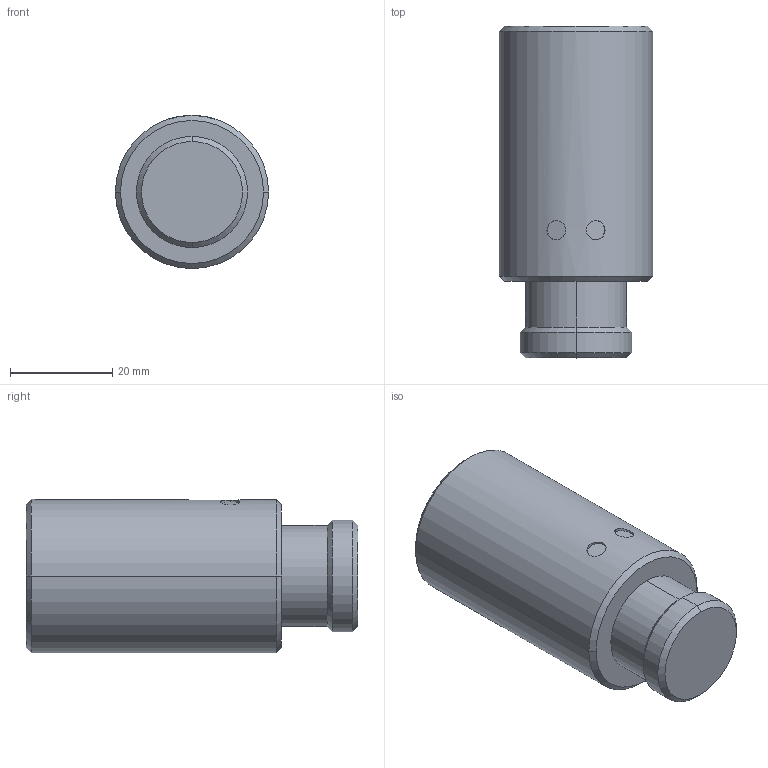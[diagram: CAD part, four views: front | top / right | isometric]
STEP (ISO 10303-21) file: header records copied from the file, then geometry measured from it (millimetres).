
FILE_DESCRIPTION((''),'2;1');
FILE_NAME('DM_CAD-2640','2017-06-14T',('creinig-se'),(''),'PRO/ENGINEER BY PARAMETRIC TECHNOLOGY CORPORATION, 2015440','PRO/ENGINEER BY PARAMETRIC TECHNOLOGY CORPORATION, 2015440','');
FILE_SCHEMA(('CONFIG_CONTROL_DESIGN'));
Length unit declared in the file: millimetre
Products named in the file (1): DM_CAD-2640
Bounding box: 30 x 65 x 30 mm (x, y, z)
Volume: 40184.4 mm3; surface area: 7042.1 mm2
Topology: 1 solids, 1 shells, 23 faces, 98 edges, 86 vertices
Faces by surface type: cylinder 10, cone 8, plane 5
Entity records: 1573 total; most frequent: CARTESIAN_POINT 206, DIRECTION 180, PRESENTATION_STYLE_ASSIGNMENT 121, STYLED_ITEM 112, CURVE_STYLE 105, ORIENTED_EDGE 88, COLOUR_RGB 72, AXIS2_PLACEMENT_3D 62
